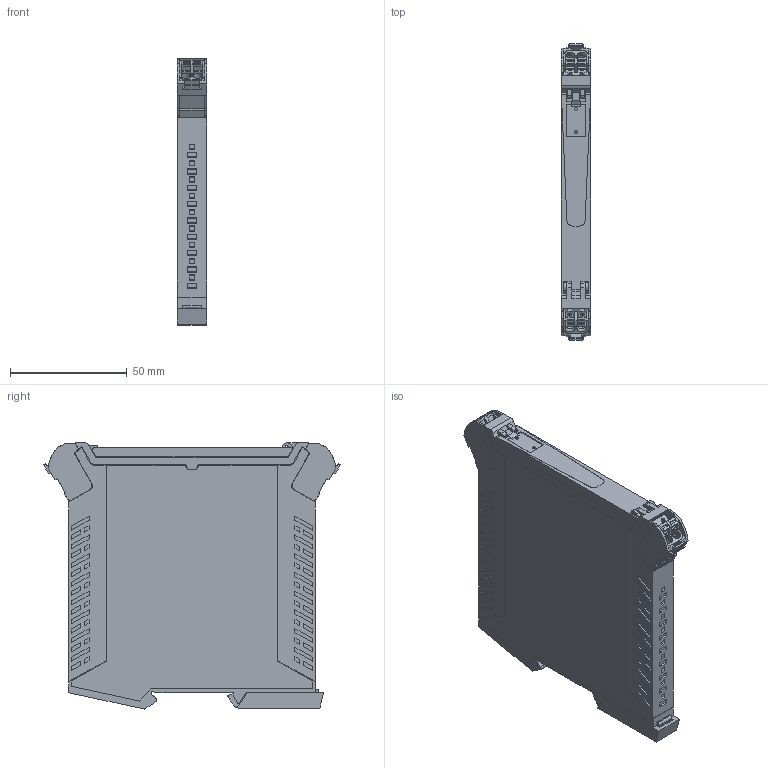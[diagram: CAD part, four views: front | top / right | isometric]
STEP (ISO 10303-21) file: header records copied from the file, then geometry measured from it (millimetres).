
FILE_DESCRIPTION(('CATIA V5 STEP Exchange','CAx-IF Rec.Pracs.--- Model Styling and Organization---1.4--- 2014-01-23'),'2;1');
FILE_NAME ('D1412031_1_7760054353_S3D_ACT20P_CI_VI_CO_XXX_P.stp','2020-03-06T08:43:35+00:00',('none'),('Weidmueller'),'CATIA Version 5-6 Release 2016 SP3 HF44','CATIA V5 STEP AP214','none');
FILE_SCHEMA(('AUTOMOTIVE_DESIGN { 1 0 10303 214 1 1 1 1 }'));
Length unit declared in the file: millimetre
Products named in the file (1): 7760054354
Bounding box: 12.5 x 127.12 x 114.02 mm (x, y, z)
Volume: 144542.7 mm3; surface area: 41413.8 mm2
Topology: 13 solids, 13 shells, 1445 faces, 4087 edges, 2803 vertices
Faces by surface type: plane 1242, cylinder 137, extrusion 34, cone 22, torus 8, sphere 2
Entity records: 45320 total; most frequent: CARTESIAN_POINT 9934, ORIENTED_EDGE 8174, DIRECTION 5003, EDGE_CURVE 4087, VECTOR 3056, LINE 3022, VERTEX_POINT 2803, EDGE_LOOP 1596
